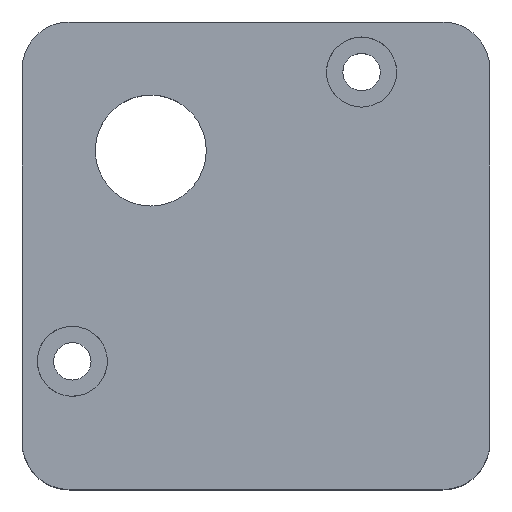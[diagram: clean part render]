
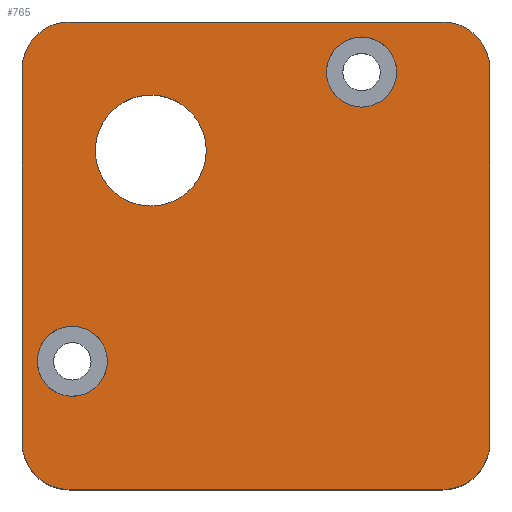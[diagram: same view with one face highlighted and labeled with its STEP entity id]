
A CAD part, top view. The second image highlights one B-rep face of the part: STEP entity #765.
In plain terms, the highlighted planar face has unit normal (0, 0, 1).
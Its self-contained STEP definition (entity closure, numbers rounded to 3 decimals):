
#237 = VERTEX_POINT('',#238);
#238 = CARTESIAN_POINT('',(16.,-20.,6.));
#244 = EDGE_CURVE('',#245,#237,#247,.T.);
#245 = VERTEX_POINT('',#246);
#246 = CARTESIAN_POINT('',(-16.,-20.,6.));
#247 = LINE('',#248,#249);
#248 = CARTESIAN_POINT('',(-20.,-20.,6.));
#249 = VECTOR('',#250,1.);
#250 = DIRECTION('',(1.,0.,0.));
#340 = EDGE_CURVE('',#341,#343,#345,.T.);
#341 = VERTEX_POINT('',#342);
#342 = CARTESIAN_POINT('',(20.,-16.,6.));
#343 = VERTEX_POINT('',#344);
#344 = CARTESIAN_POINT('',(20.,16.,6.));
#345 = LINE('',#346,#347);
#346 = CARTESIAN_POINT('',(20.,-20.,6.));
#347 = VECTOR('',#348,1.);
#348 = DIRECTION('',(0.,1.,0.));
#729 = EDGE_CURVE('',#237,#341,#730,.T.);
#730 = CIRCLE('',#731,4.);
#731 = AXIS2_PLACEMENT_3D('',#732,#733,#734);
#732 = CARTESIAN_POINT('',(16.,-16.,6.));
#733 = DIRECTION('',(-0.,0.,1.));
#734 = DIRECTION('',(0.,-1.,0.));
#765 = ADVANCED_FACE('',(#766,#812,#823,#834),#845,.T.);
#766 = FACE_BOUND('',#767,.T.);
#767 = EDGE_LOOP('',(#768,#778,#785,#786,#787,#788,#797,#805));
#768 = ORIENTED_EDGE('',*,*,#769,.T.);
#769 = EDGE_CURVE('',#770,#772,#774,.T.);
#770 = VERTEX_POINT('',#771);
#771 = CARTESIAN_POINT('',(-20.,16.,6.));
#772 = VERTEX_POINT('',#773);
#773 = CARTESIAN_POINT('',(-20.,-16.,6.));
#774 = LINE('',#775,#776);
#775 = CARTESIAN_POINT('',(-20.,20.,6.));
#776 = VECTOR('',#777,1.);
#777 = DIRECTION('',(0.,-1.,0.));
#778 = ORIENTED_EDGE('',*,*,#779,.F.);
#779 = EDGE_CURVE('',#245,#772,#780,.T.);
#780 = CIRCLE('',#781,4.);
#781 = AXIS2_PLACEMENT_3D('',#782,#783,#784);
#782 = CARTESIAN_POINT('',(-16.,-16.,6.));
#783 = DIRECTION('',(-0.,-0.,-1.));
#784 = DIRECTION('',(0.,-1.,0.));
#785 = ORIENTED_EDGE('',*,*,#244,.T.);
#786 = ORIENTED_EDGE('',*,*,#729,.T.);
#787 = ORIENTED_EDGE('',*,*,#340,.T.);
#788 = ORIENTED_EDGE('',*,*,#789,.F.);
#789 = EDGE_CURVE('',#790,#343,#792,.T.);
#790 = VERTEX_POINT('',#791);
#791 = CARTESIAN_POINT('',(16.,20.,6.));
#792 = CIRCLE('',#793,4.);
#793 = AXIS2_PLACEMENT_3D('',#794,#795,#796);
#794 = CARTESIAN_POINT('',(16.,16.,6.));
#795 = DIRECTION('',(-0.,-0.,-1.));
#796 = DIRECTION('',(0.,-1.,0.));
#797 = ORIENTED_EDGE('',*,*,#798,.T.);
#798 = EDGE_CURVE('',#790,#799,#801,.T.);
#799 = VERTEX_POINT('',#800);
#800 = CARTESIAN_POINT('',(-16.,20.,6.));
#801 = LINE('',#802,#803);
#802 = CARTESIAN_POINT('',(20.,20.,6.));
#803 = VECTOR('',#804,1.);
#804 = DIRECTION('',(-1.,0.,0.));
#805 = ORIENTED_EDGE('',*,*,#806,.T.);
#806 = EDGE_CURVE('',#799,#770,#807,.T.);
#807 = CIRCLE('',#808,4.);
#808 = AXIS2_PLACEMENT_3D('',#809,#810,#811);
#809 = CARTESIAN_POINT('',(-16.,16.,6.));
#810 = DIRECTION('',(-0.,0.,1.));
#811 = DIRECTION('',(0.,-1.,0.));
#812 = FACE_BOUND('',#813,.T.);
#813 = EDGE_LOOP('',(#814));
#814 = ORIENTED_EDGE('',*,*,#815,.F.);
#815 = EDGE_CURVE('',#816,#816,#818,.T.);
#816 = VERTEX_POINT('',#817);
#817 = CARTESIAN_POINT('',(-12.718,-9.031,6.));
#818 = CIRCLE('',#819,3.);
#819 = AXIS2_PLACEMENT_3D('',#820,#821,#822);
#820 = CARTESIAN_POINT('',(-15.718,-9.031,6.));
#821 = DIRECTION('',(0.,0.,1.));
#822 = DIRECTION('',(1.,0.,0.));
#823 = FACE_BOUND('',#824,.T.);
#824 = EDGE_LOOP('',(#825));
#825 = ORIENTED_EDGE('',*,*,#826,.F.);
#826 = EDGE_CURVE('',#827,#827,#829,.T.);
#827 = VERTEX_POINT('',#828);
#828 = CARTESIAN_POINT('',(-4.25,9.,6.));
#829 = CIRCLE('',#830,4.75);
#830 = AXIS2_PLACEMENT_3D('',#831,#832,#833);
#831 = CARTESIAN_POINT('',(-9.,9.,6.));
#832 = DIRECTION('',(0.,0.,1.));
#833 = DIRECTION('',(1.,0.,0.));
#834 = FACE_BOUND('',#835,.T.);
#835 = EDGE_LOOP('',(#836));
#836 = ORIENTED_EDGE('',*,*,#837,.F.);
#837 = EDGE_CURVE('',#838,#838,#840,.T.);
#838 = VERTEX_POINT('',#839);
#839 = CARTESIAN_POINT('',(12.031,15.718,6.));
#840 = CIRCLE('',#841,3.);
#841 = AXIS2_PLACEMENT_3D('',#842,#843,#844);
#842 = CARTESIAN_POINT('',(9.031,15.718,6.));
#843 = DIRECTION('',(0.,0.,1.));
#844 = DIRECTION('',(1.,0.,0.));
#845 = PLANE('',#846);
#846 = AXIS2_PLACEMENT_3D('',#847,#848,#849);
#847 = CARTESIAN_POINT('',(0.,0.,6.));
#848 = DIRECTION('',(0.,0.,1.));
#849 = DIRECTION('',(1.,0.,0.));
